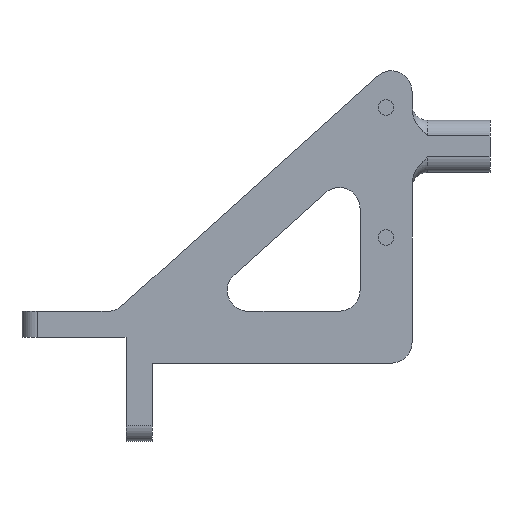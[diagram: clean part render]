
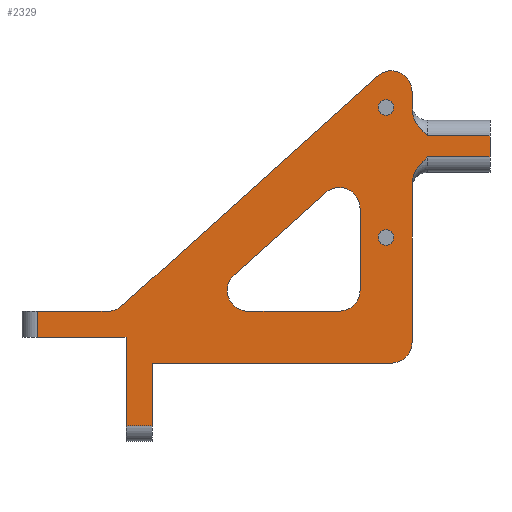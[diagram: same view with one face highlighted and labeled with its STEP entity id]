
A CAD part, left-side view. The second image highlights one B-rep face of the part: STEP entity #2329.
In plain terms, the highlighted planar face has unit normal (-1, 0, 0).
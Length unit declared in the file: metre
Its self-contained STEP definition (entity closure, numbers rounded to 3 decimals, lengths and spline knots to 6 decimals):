
#67=CIRCLE('',#2485,0.0015);
#68=CIRCLE('',#2486,0.0015);
#69=CIRCLE('',#2487,0.004);
#70=CIRCLE('',#2488,0.004);
#71=CIRCLE('',#2489,0.004);
#72=CIRCLE('',#2490,0.004);
#73=CIRCLE('',#2491,0.004);
#74=CIRCLE('',#2492,0.004);
#129=B_SPLINE_CURVE_WITH_KNOTS('',3,(#3446,#3447,#3448,#3449,#3450),
 .UNSPECIFIED.,.F.,.F.,(4,1,4),(0.,0.003071,0.006142),
 .UNSPECIFIED.);
#130=B_SPLINE_CURVE_WITH_KNOTS('',3,(#3458,#3459,#3460,#3461,#3462),
 .UNSPECIFIED.,.F.,.F.,(4,1,4),(0.,0.003071,0.006142),
 .UNSPECIFIED.);
#215=ORIENTED_EDGE('',*,*,#898,.T.);
#216=ORIENTED_EDGE('',*,*,#899,.T.);
#217=ORIENTED_EDGE('',*,*,#900,.F.);
#218=ORIENTED_EDGE('',*,*,#901,.T.);
#219=ORIENTED_EDGE('',*,*,#902,.F.);
#220=ORIENTED_EDGE('',*,*,#890,.T.);
#221=ORIENTED_EDGE('',*,*,#903,.T.);
#222=ORIENTED_EDGE('',*,*,#851,.T.);
#223=ORIENTED_EDGE('',*,*,#904,.T.);
#224=ORIENTED_EDGE('',*,*,#905,.T.);
#225=ORIENTED_EDGE('',*,*,#906,.T.);
#226=ORIENTED_EDGE('',*,*,#907,.T.);
#227=ORIENTED_EDGE('',*,*,#908,.T.);
#228=ORIENTED_EDGE('',*,*,#855,.T.);
#229=ORIENTED_EDGE('',*,*,#909,.T.);
#230=ORIENTED_EDGE('',*,*,#893,.T.);
#231=ORIENTED_EDGE('',*,*,#910,.T.);
#232=ORIENTED_EDGE('',*,*,#911,.F.);
#233=ORIENTED_EDGE('',*,*,#912,.T.);
#234=ORIENTED_EDGE('',*,*,#913,.F.);
#235=ORIENTED_EDGE('',*,*,#883,.F.);
#236=ORIENTED_EDGE('',*,*,#914,.T.);
#237=ORIENTED_EDGE('',*,*,#887,.F.);
#238=ORIENTED_EDGE('',*,*,#915,.T.);
#239=ORIENTED_EDGE('',*,*,#895,.F.);
#240=ORIENTED_EDGE('',*,*,#916,.T.);
#851=EDGE_CURVE('',#1197,#1196,#1425,.T.);
#855=EDGE_CURVE('',#1200,#1201,#1428,.T.);
#883=EDGE_CURVE('',#1226,#1227,#1446,.T.);
#887=EDGE_CURVE('',#1228,#1229,#1450,.T.);
#890=EDGE_CURVE('',#1231,#1230,#1453,.T.);
#893=EDGE_CURVE('',#1233,#1232,#1456,.T.);
#895=EDGE_CURVE('',#1234,#1235,#1458,.T.);
#898=EDGE_CURVE('',#1236,#1236,#67,.F.);
#899=EDGE_CURVE('',#1237,#1237,#68,.F.);
#900=EDGE_CURVE('',#1238,#1239,#1461,.T.);
#901=EDGE_CURVE('',#1238,#1240,#1462,.F.);
#902=EDGE_CURVE('',#1231,#1240,#1463,.T.);
#903=EDGE_CURVE('',#1230,#1197,#69,.T.);
#904=EDGE_CURVE('',#1196,#1241,#129,.T.);
#905=EDGE_CURVE('',#1241,#1242,#1464,.F.);
#906=EDGE_CURVE('',#1242,#1243,#1465,.T.);
#907=EDGE_CURVE('',#1243,#1244,#1466,.T.);
#908=EDGE_CURVE('',#1244,#1200,#130,.F.);
#909=EDGE_CURVE('',#1201,#1233,#70,.T.);
#910=EDGE_CURVE('',#1232,#1245,#71,.F.);
#911=EDGE_CURVE('',#1246,#1245,#1467,.T.);
#912=EDGE_CURVE('',#1246,#1247,#1468,.F.);
#913=EDGE_CURVE('',#1239,#1247,#1469,.T.);
#914=EDGE_CURVE('',#1226,#1229,#72,.F.);
#915=EDGE_CURVE('',#1228,#1235,#73,.F.);
#916=EDGE_CURVE('',#1234,#1227,#74,.F.);
#1196=VERTEX_POINT('',#3332);
#1197=VERTEX_POINT('',#3334);
#1200=VERTEX_POINT('',#3342);
#1201=VERTEX_POINT('',#3343);
#1226=VERTEX_POINT('',#3406);
#1227=VERTEX_POINT('',#3407);
#1228=VERTEX_POINT('',#3412);
#1229=VERTEX_POINT('',#3414);
#1230=VERTEX_POINT('',#3418);
#1231=VERTEX_POINT('',#3420);
#1232=VERTEX_POINT('',#3424);
#1233=VERTEX_POINT('',#3426);
#1234=VERTEX_POINT('',#3430);
#1235=VERTEX_POINT('',#3431);
#1236=VERTEX_POINT('',#3436);
#1237=VERTEX_POINT('',#3438);
#1238=VERTEX_POINT('',#3440);
#1239=VERTEX_POINT('',#3441);
#1240=VERTEX_POINT('',#3443);
#1241=VERTEX_POINT('',#3451);
#1242=VERTEX_POINT('',#3453);
#1243=VERTEX_POINT('',#3455);
#1244=VERTEX_POINT('',#3457);
#1245=VERTEX_POINT('',#3465);
#1246=VERTEX_POINT('',#3467);
#1247=VERTEX_POINT('',#3469);
#1425=LINE('',#3333,#1680);
#1428=LINE('',#3341,#1683);
#1446=LINE('',#3405,#1701);
#1450=LINE('',#3413,#1705);
#1453=LINE('',#3419,#1708);
#1456=LINE('',#3425,#1711);
#1458=LINE('',#3429,#1713);
#1461=LINE('',#3439,#1716);
#1462=LINE('',#3442,#1717);
#1463=LINE('',#3444,#1718);
#1464=LINE('',#3452,#1719);
#1465=LINE('',#3454,#1720);
#1466=LINE('',#3456,#1721);
#1467=LINE('',#3466,#1722);
#1468=LINE('',#3468,#1723);
#1469=LINE('',#3470,#1724);
#1680=VECTOR('',#2674,1.);
#1683=VECTOR('',#2681,1.);
#1701=VECTOR('',#2719,1.);
#1705=VECTOR('',#2725,1.);
#1708=VECTOR('',#2730,1.);
#1711=VECTOR('',#2735,1.);
#1713=VECTOR('',#2739,1.);
#1716=VECTOR('',#2748,1.);
#1717=VECTOR('',#2749,1.);
#1718=VECTOR('',#2750,1.);
#1719=VECTOR('',#2753,1.);
#1720=VECTOR('',#2754,1.);
#1721=VECTOR('',#2755,1.);
#1722=VECTOR('',#2760,1.);
#1723=VECTOR('',#2761,1.);
#1724=VECTOR('',#2762,1.);
#1934=EDGE_LOOP('',(#215));
#1935=EDGE_LOOP('',(#216));
#1936=EDGE_LOOP('',(#217,#218,#219,#220,#221,#222,#223,#224,#225,#226,#227,
#228,#229,#230,#231,#232,#233,#234));
#1937=EDGE_LOOP('',(#235,#236,#237,#238,#239,#240));
#2089=FACE_BOUND('',#1934,.T.);
#2090=FACE_BOUND('',#1935,.T.);
#2091=FACE_BOUND('',#1936,.T.);
#2092=FACE_BOUND('',#1937,.T.);
#2242=PLANE('',#2484);
#2329=ADVANCED_FACE('',(#2089,#2090,#2091,#2092),#2242,.T.);
#2484=AXIS2_PLACEMENT_3D('',#3434,#2742,#2743);
#2485=AXIS2_PLACEMENT_3D('',#3435,#2744,#2745);
#2486=AXIS2_PLACEMENT_3D('',#3437,#2746,#2747);
#2487=AXIS2_PLACEMENT_3D('',#3445,#2751,#2752);
#2488=AXIS2_PLACEMENT_3D('',#3463,#2756,#2757);
#2489=AXIS2_PLACEMENT_3D('',#3464,#2758,#2759);
#2490=AXIS2_PLACEMENT_3D('',#3471,#2763,#2764);
#2491=AXIS2_PLACEMENT_3D('',#3472,#2765,#2766);
#2492=AXIS2_PLACEMENT_3D('',#3473,#2767,#2768);
#2674=DIRECTION('',(0.,0.,1.));
#2681=DIRECTION('',(0.,0.,1.));
#2719=DIRECTION('',(0.,-1.,0.));
#2725=DIRECTION('',(0.,0.743,-0.669));
#2730=DIRECTION('',(0.,-1.,0.));
#2735=DIRECTION('',(0.,0.743,-0.669));
#2739=DIRECTION('',(0.,0.,1.));
#2742=DIRECTION('',(-1.,0.,0.));
#2743=DIRECTION('',(0.,0.,1.));
#2744=DIRECTION('',(-1.,0.,0.));
#2745=DIRECTION('',(0.,0.,1.));
#2746=DIRECTION('',(-1.,0.,0.));
#2747=DIRECTION('',(0.,0.,1.));
#2748=DIRECTION('',(0.,0.,1.));
#2749=DIRECTION('',(0.,1.,0.));
#2750=DIRECTION('',(0.,0.,-1.));
#2751=DIRECTION('',(-1.,0.,0.));
#2752=DIRECTION('',(0.,0.,1.));
#2753=DIRECTION('',(0.,1.,0.));
#2754=DIRECTION('',(0.,0.,1.));
#2755=DIRECTION('',(0.,1.,0.));
#2756=DIRECTION('',(-1.,0.,0.));
#2757=DIRECTION('',(0.,0.,1.));
#2758=DIRECTION('',(-1.,0.,0.));
#2759=DIRECTION('',(0.,0.,1.));
#2760=DIRECTION('',(0.,-1.,0.));
#2761=DIRECTION('',(0.,0.,1.));
#2762=DIRECTION('',(0.,1.,0.));
#2763=DIRECTION('',(-1.,0.,0.));
#2764=DIRECTION('',(0.,0.,1.));
#2765=DIRECTION('',(-1.,0.,0.));
#2766=DIRECTION('',(0.,0.,1.));
#2767=DIRECTION('',(-1.,0.,0.));
#2768=DIRECTION('',(0.,0.,1.));
#3332=CARTESIAN_POINT('',(-0.005,-0.055,0.029504));
#3333=CARTESIAN_POINT('',(-0.005,-0.055,0.026208));
#3334=CARTESIAN_POINT('',(-0.005,-0.055,-0.001));
#3341=CARTESIAN_POINT('',(-0.005,-0.055,0.026208));
#3342=CARTESIAN_POINT('',(-0.005,-0.055,0.043896));
#3343=CARTESIAN_POINT('',(-0.005,-0.055,0.047245));
#3405=CARTESIAN_POINT('',(-0.005,-0.024809,0.005));
#3406=CARTESIAN_POINT('',(-0.005,-0.023454,0.005));
#3407=CARTESIAN_POINT('',(-0.005,-0.041,0.005));
#3412=CARTESIAN_POINT('',(-0.005,-0.038324,0.027765));
#3413=CARTESIAN_POINT('',(-0.005,-0.026521,0.017142));
#3414=CARTESIAN_POINT('',(-0.005,-0.020778,0.011973));
#3418=CARTESIAN_POINT('',(-0.005,-0.051,-0.005));
#3419=CARTESIAN_POINT('',(-0.005,-0.024809,-0.005));
#3420=CARTESIAN_POINT('',(-0.005,-0.005,-0.005));
#3424=CARTESIAN_POINT('',(-0.005,0.000778,0.006027));
#3425=CARTESIAN_POINT('',(-0.005,-0.019831,0.024575));
#3426=CARTESIAN_POINT('',(-0.005,-0.048324,0.050219));
#3429=CARTESIAN_POINT('',(-0.005,-0.045,0.026208));
#3430=CARTESIAN_POINT('',(-0.005,-0.045,0.009));
#3431=CARTESIAN_POINT('',(-0.005,-0.045,0.024792));
#3434=CARTESIAN_POINT('',(-0.005,0.,0.));
#3435=CARTESIAN_POINT('',(-0.005,-0.05,0.0442));
#3436=CARTESIAN_POINT('',(-0.005,-0.05,0.0457));
#3437=CARTESIAN_POINT('',(-0.005,-0.05,0.0192));
#3438=CARTESIAN_POINT('',(-0.005,-0.05,0.0207));
#3439=CARTESIAN_POINT('',(-0.005,0.,-0.012366));
#3440=CARTESIAN_POINT('',(-0.005,0.,-0.017));
#3441=CARTESIAN_POINT('',(-0.005,0.,0.));
#3442=CARTESIAN_POINT('',(-0.005,0.,-0.017));
#3443=CARTESIAN_POINT('',(-0.005,-0.005,-0.017));
#3444=CARTESIAN_POINT('',(-0.005,-0.005,-0.012366));
#3445=CARTESIAN_POINT('',(-0.005,-0.051,-0.001));
#3446=CARTESIAN_POINT('',(-0.005,-0.055,0.029504));
#3447=CARTESIAN_POINT('',(-0.005,-0.055,0.030544));
#3448=CARTESIAN_POINT('',(-0.005,-0.055801,0.032504));
#3449=CARTESIAN_POINT('',(-0.005,-0.057276,0.033976));
#3450=CARTESIAN_POINT('',(-0.005,-0.058,0.0347));
#3451=CARTESIAN_POINT('',(-0.005,-0.058,0.0347));
#3452=CARTESIAN_POINT('',(-0.005,-0.07,0.0347));
#3453=CARTESIAN_POINT('',(-0.005,-0.07,0.0347));
#3454=CARTESIAN_POINT('',(-0.005,-0.07,0.026208));
#3455=CARTESIAN_POINT('',(-0.005,-0.07,0.0387));
#3456=CARTESIAN_POINT('',(-0.005,0.,0.0387));
#3457=CARTESIAN_POINT('',(-0.005,-0.058,0.0387));
#3458=CARTESIAN_POINT('',(-0.005,-0.055,0.043896));
#3459=CARTESIAN_POINT('',(-0.005,-0.055,0.042856));
#3460=CARTESIAN_POINT('',(-0.005,-0.055801,0.040896));
#3461=CARTESIAN_POINT('',(-0.005,-0.057276,0.039424));
#3462=CARTESIAN_POINT('',(-0.005,-0.058,0.0387));
#3463=CARTESIAN_POINT('',(-0.005,-0.051,0.047245));
#3464=CARTESIAN_POINT('',(-0.005,0.003454,0.009));
#3465=CARTESIAN_POINT('',(-0.005,0.003454,0.005));
#3466=CARTESIAN_POINT('',(-0.005,0.010642,0.005));
#3467=CARTESIAN_POINT('',(-0.005,0.017,0.005));
#3468=CARTESIAN_POINT('',(-0.005,0.017,0.));
#3469=CARTESIAN_POINT('',(-0.005,0.017,0.));
#3470=CARTESIAN_POINT('',(-0.005,0.010642,0.));
#3471=CARTESIAN_POINT('',(-0.005,-0.023454,0.009));
#3472=CARTESIAN_POINT('',(-0.005,-0.041,0.024792));
#3473=CARTESIAN_POINT('',(-0.005,-0.041,0.009));
